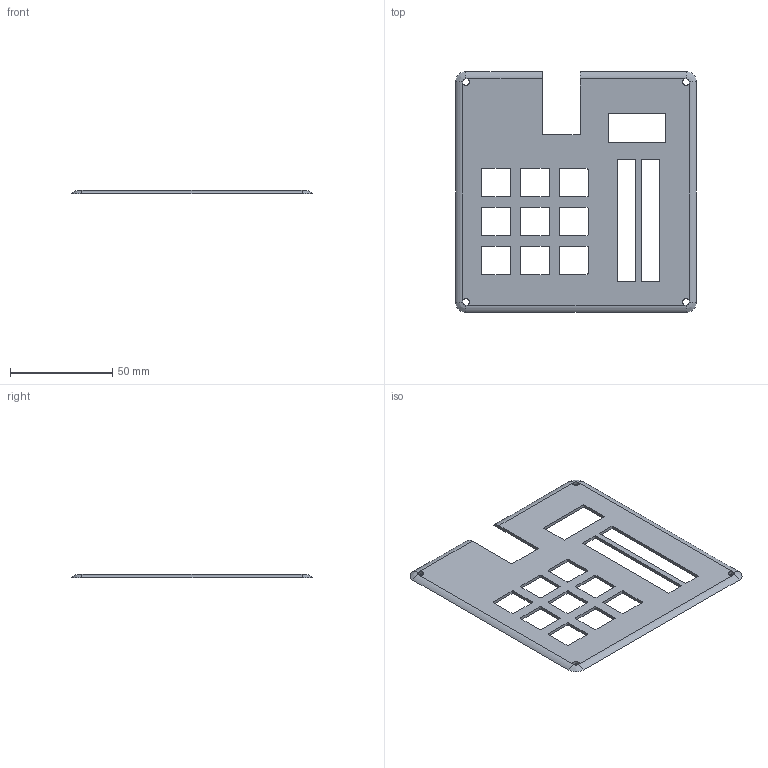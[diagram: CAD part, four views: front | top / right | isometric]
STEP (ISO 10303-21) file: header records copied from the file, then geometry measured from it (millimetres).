
FILE_DESCRIPTION(/* description */ ('','CAx-IF Rec.Pracs.---Representation and Presentation of Product Manufacturing Information (PMI)---4.0---2014-10-13'),/* implementation_level */ '2;1');
FILE_NAME(/* name */ 'HackPad 98x98 TOP.step',/* time_stamp */ '2025-02-19T21:09:36-05:00',/* author */ (''),/* organization */ (''),/* preprocessor_version */ 'ST-DEVELOPER v20',/* originating_system */ 'Autodesk Translation Framework v13.20.0.188',/* authorisation */ '');
FILE_SCHEMA (('AP242_MANAGED_MODEL_BASED_3D_ENGINEERING_MIM_LF { 1 0 10303 442 1 1 4 }'));
Length unit declared in the file: millimetre
Products named in the file (1): HackPad 98x98 BOTTOM
Bounding box: 118 x 118 x 1.5 mm (x, y, z)
Volume: 14343.3 mm3; surface area: 21741.5 mm2
Topology: 1 solids, 1 shells, 114 faces, 332 edges, 216 vertices
Faces by surface type: plane 61, cylinder 49, bspline 4
Entity records: 3883 total; most frequent: CARTESIAN_POINT 695, ORIENTED_EDGE 664, DIRECTION 656, EDGE_CURVE 332, LINE 230, VECTOR 230, VERTEX_POINT 216, AXIS2_PLACEMENT_3D 213
